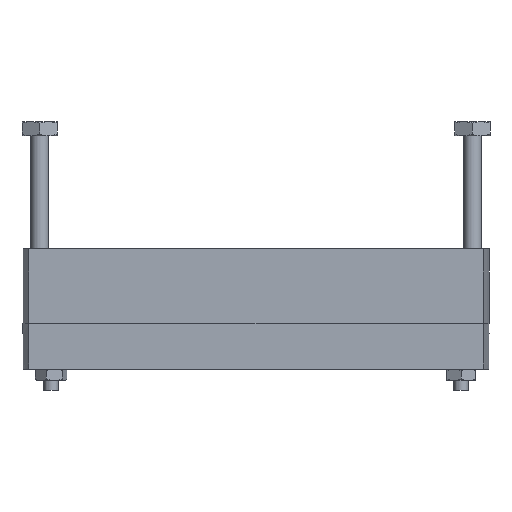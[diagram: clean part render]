
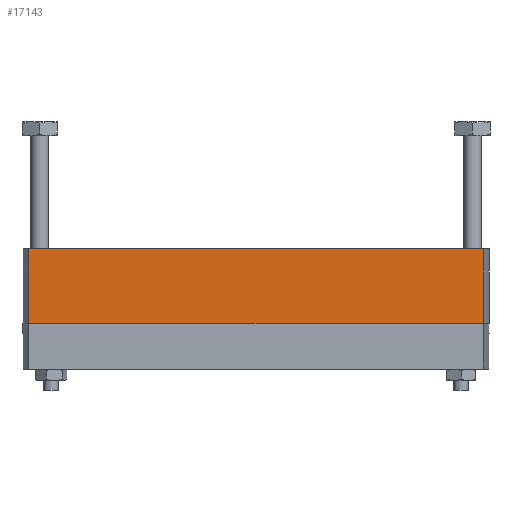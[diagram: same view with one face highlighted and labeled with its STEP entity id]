
A CAD part, front view. The second image highlights one B-rep face of the part: STEP entity #17143.
In plain terms, the highlighted planar face has unit normal (0, -1, 0).
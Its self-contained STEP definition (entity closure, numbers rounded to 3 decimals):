
#441 = ORIENTED_EDGE ( 'NONE', *, *, #16981, .F. ) ;
#2956 = EDGE_LOOP ( 'NONE', ( #441, #6861, #22765, #19056 ) ) ;
#3183 = LINE ( 'NONE', #17973, #7591 ) ;
#3277 = LINE ( 'NONE', #10136, #7682 ) ;
#4753 = DIRECTION ( 'NONE',  ( 1., 0., 0. ) ) ;
#4804 = VECTOR ( 'NONE', #21294, 1000. ) ;
#4998 = CARTESIAN_POINT ( 'NONE',  ( 32.136, -7.5, -10.5 ) ) ;
#6861 = ORIENTED_EDGE ( 'NONE', *, *, #16121, .F. ) ;
#6917 = VERTEX_POINT ( 'NONE', #23404 ) ;
#7471 = VERTEX_POINT ( 'NONE', #16836 ) ;
#7591 = VECTOR ( 'NONE', #19800, 1000. ) ;
#7682 = VECTOR ( 'NONE', #10189, 1000. ) ;
#7913 = DIRECTION ( 'NONE',  ( 1., 0., 0. ) ) ;
#7921 = DIRECTION ( 'NONE',  ( 0., -1., 0. ) ) ;
#8001 = PLANE ( 'NONE',  #13406 ) ;
#8095 = CARTESIAN_POINT ( 'NONE',  ( 32.136, -7.5, -10.5 ) ) ;
#10136 = CARTESIAN_POINT ( 'NONE',  ( 32.136, -7.5, 0. ) ) ;
#10189 = DIRECTION ( 'NONE',  ( 1., 0., 0. ) ) ;
#10395 = LINE ( 'NONE', #21399, #4804 ) ;
#10901 = VERTEX_POINT ( 'NONE', #21501 ) ;
#13406 = AXIS2_PLACEMENT_3D ( 'NONE', #8095, #7921, #7913 ) ;
#14128 = FACE_OUTER_BOUND ( 'NONE', #2956, .T. ) ;
#14754 = LINE ( 'NONE', #4998, #19074 ) ;
#16121 = EDGE_CURVE ( 'NONE', #6917, #22285, #10395, .T. ) ;
#16836 = CARTESIAN_POINT ( 'NONE',  ( 32.136, -7.5, -10.5 ) ) ;
#16981 = EDGE_CURVE ( 'NONE', #22285, #10901, #3277, .T. ) ;
#17143 = ADVANCED_FACE ( 'NONE', ( #14128 ), #8001, .T. ) ;
#17352 = EDGE_CURVE ( 'NONE', #6917, #7471, #14754, .T. ) ;
#17973 = CARTESIAN_POINT ( 'NONE',  ( 32.136, -7.5, -10.5 ) ) ;
#19056 = ORIENTED_EDGE ( 'NONE', *, *, #23225, .T. ) ;
#19074 = VECTOR ( 'NONE', #4753, 1000. ) ;
#19800 = DIRECTION ( 'NONE',  ( 0., 0., 1. ) ) ;
#21294 = DIRECTION ( 'NONE',  ( 0., 0., 1. ) ) ;
#21399 = CARTESIAN_POINT ( 'NONE',  ( -32.136, -7.5, -10.5 ) ) ;
#21501 = CARTESIAN_POINT ( 'NONE',  ( 32.136, -7.5, 0. ) ) ;
#22285 = VERTEX_POINT ( 'NONE', #22446 ) ;
#22446 = CARTESIAN_POINT ( 'NONE',  ( -32.136, -7.5, 0. ) ) ;
#22765 = ORIENTED_EDGE ( 'NONE', *, *, #17352, .T. ) ;
#23225 = EDGE_CURVE ( 'NONE', #7471, #10901, #3183, .T. ) ;
#23404 = CARTESIAN_POINT ( 'NONE',  ( -32.136, -7.5, -10.5 ) ) ;
